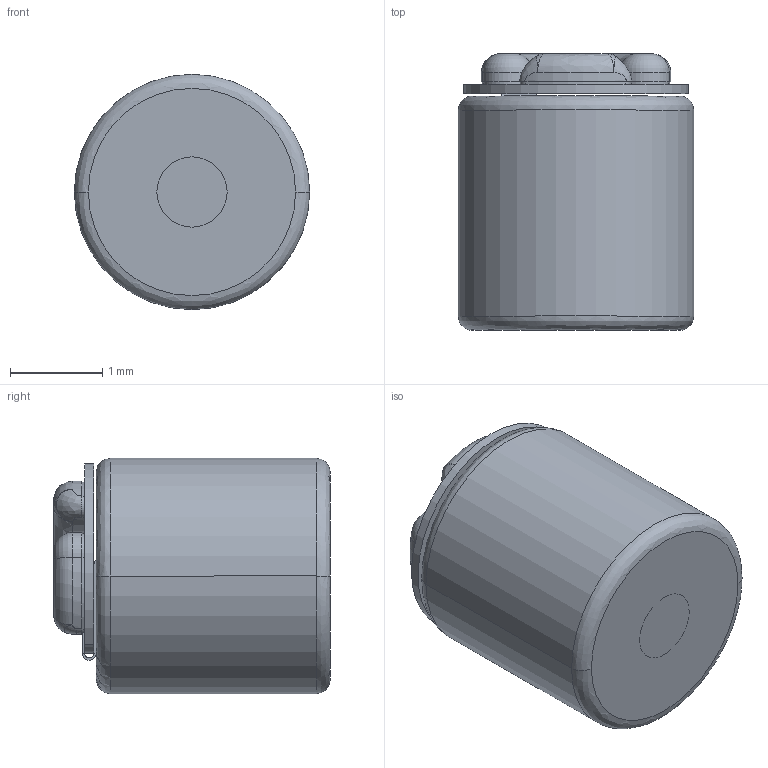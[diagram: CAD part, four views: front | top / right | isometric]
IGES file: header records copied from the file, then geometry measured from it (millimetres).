
Start section:  PTC IGES file: fg-26705-g13_sw.igs
Global section: file name: fg-26705-g13_sw.igs; native system: Pro/ENGINEER by Parametric Technology Corporation; preprocessor: 2005070; author: MMason; organization: Unknown; date: 060126.123641; units: inch
Bounding box: 2.55 x 3 x 2.55 mm (x, y, z)
Surface area: 67.2 mm2 (no closed solid volume)
Topology: 0 solids, 0 shells, 162 faces, 750 edges, 750 vertices
Faces by surface type: revolution 96, bspline 66
